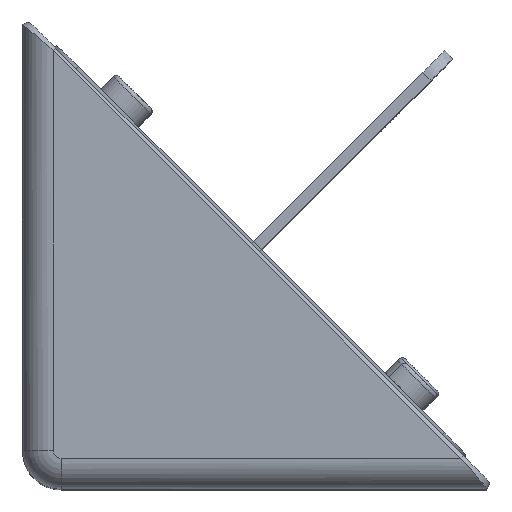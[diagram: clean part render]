
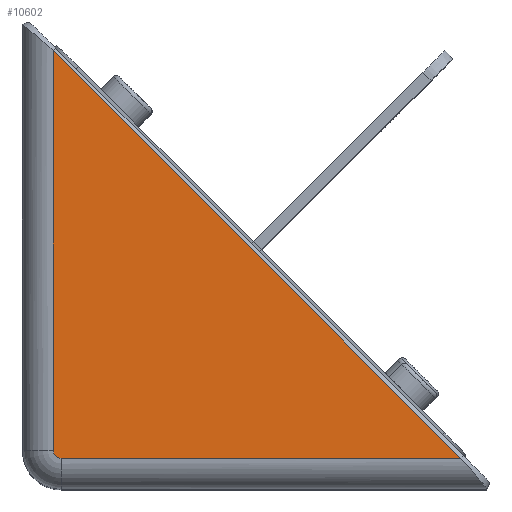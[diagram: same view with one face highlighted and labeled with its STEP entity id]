
A CAD part, top view. The second image highlights one B-rep face of the part: STEP entity #10602.
In plain terms, the highlighted planar face has unit normal (0, 0, 1).
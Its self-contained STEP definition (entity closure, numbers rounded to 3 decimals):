
#8829 = LINE ( 'NONE', #8844, #8843 ) ;
#8834 = DIRECTION ( 'NONE',  ( 0., -1., 0. ) ) ;
#8835 = VECTOR ( 'NONE', #8834, 1000. ) ;
#8836 = CARTESIAN_POINT ( 'NONE',  ( 4., 5., 37. ) ) ;
#8837 = LINE ( 'NONE', #8836, #8835 ) ;
#8838 = DIRECTION ( 'NONE',  ( 1., 0., 0. ) ) ;
#8839 = VECTOR ( 'NONE', #8838, 1000. ) ;
#8840 = CARTESIAN_POINT ( 'NONE',  ( 61.462, 4., 37. ) ) ;
#8841 = LINE ( 'NONE', #8840, #8839 ) ;
#8842 = DIRECTION ( 'NONE',  ( -0.707, 0.707, 0. ) ) ;
#8843 = VECTOR ( 'NONE', #8842, 1000. ) ;
#8844 = CARTESIAN_POINT ( 'NONE',  ( 3.656, 57.118, 37. ) ) ;
#8863 = CARTESIAN_POINT ( 'NONE',  ( 4., 5., 37. ) ) ;
#8864 = CARTESIAN_POINT ( 'NONE',  ( 5., 4., 37. ) ) ;
#8870 = CARTESIAN_POINT ( 'NONE',  ( 4., 56.773, 37. ) ) ;
#8903 = CARTESIAN_POINT ( 'NONE',  ( 56.773, 4., 37. ) ) ;
#8918 = DIRECTION ( 'NONE',  ( 1., 0., 0. ) ) ;
#8919 = DIRECTION ( 'NONE',  ( 0., 0., -1. ) ) ;
#8920 = AXIS2_PLACEMENT_3D ( 'NONE', #8922, #8919, #8918 ) ;
#8922 = CARTESIAN_POINT ( 'NONE',  ( 0., 0., 37. ) ) ;
#8923 = PLANE ( 'NONE',  #8920 ) ;
#8924 = FACE_OUTER_BOUND ( 'NONE', #10713, .T. ) ;
#9029 = DIRECTION ( 'NONE',  ( -1., 0., 0. ) ) ;
#9030 = DIRECTION ( 'NONE',  ( 0., 0., 1. ) ) ;
#9031 = CARTESIAN_POINT ( 'NONE',  ( 5., 5., 37. ) ) ;
#9032 = AXIS2_PLACEMENT_3D ( 'NONE', #9031, #9030, #9029 ) ;
#9036 = CIRCLE ( 'NONE', #9032, 1. ) ;
#10583 = EDGE_CURVE ( 'NONE', #10596, #10591, #8829, .T. ) ;
#10585 = EDGE_CURVE ( 'NONE', #10597, #10596, #8841, .T. ) ;
#10587 = EDGE_CURVE ( 'NONE', #10591, #10598, #8837, .T. ) ;
#10589 = ORIENTED_EDGE ( 'NONE', *, *, #10583, .T. ) ;
#10591 = VERTEX_POINT ( 'NONE', #8870 ) ;
#10596 = VERTEX_POINT ( 'NONE', #8903 ) ;
#10597 = VERTEX_POINT ( 'NONE', #8864 ) ;
#10598 = VERTEX_POINT ( 'NONE', #8863 ) ;
#10599 = ORIENTED_EDGE ( 'NONE', *, *, #10587, .T. ) ;
#10602 = ADVANCED_FACE ( 'NONE', ( #8924 ), #8923, .F. ) ;
#10604 = ORIENTED_EDGE ( 'NONE', *, *, #10585, .T. ) ;
#10652 = ORIENTED_EDGE ( 'NONE', *, *, #10657, .T. ) ;
#10657 = EDGE_CURVE ( 'NONE', #10598, #10597, #9036, .T. ) ;
#10713 = EDGE_LOOP ( 'NONE', ( #10604, #10589, #10599, #10652 ) ) ;
